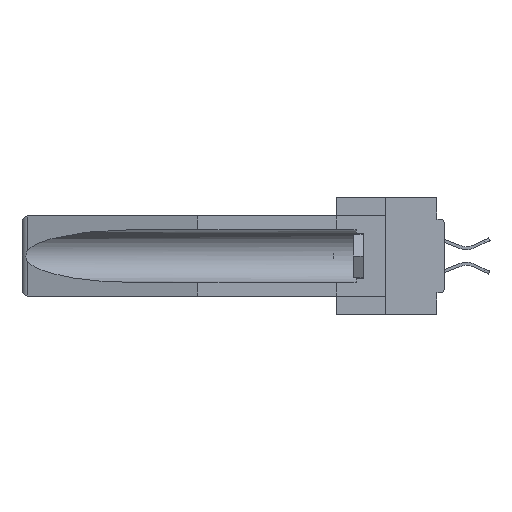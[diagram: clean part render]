
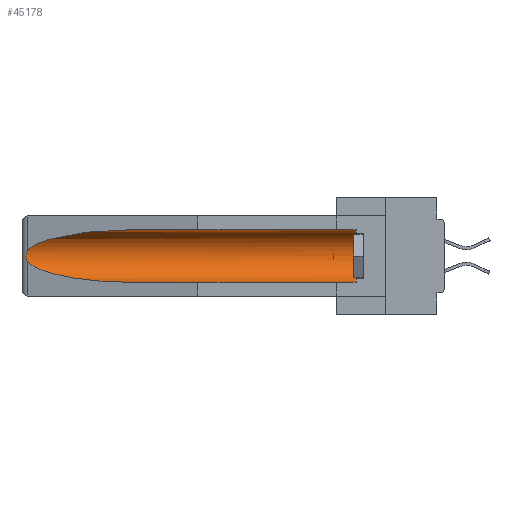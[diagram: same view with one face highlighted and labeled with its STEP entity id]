
A CAD part, left-side view. The second image highlights one B-rep face of the part: STEP entity #45178.
In plain terms, the highlighted cylindrical face has radius 2.857 mm (diameter 5.715 mm), a partial arc.
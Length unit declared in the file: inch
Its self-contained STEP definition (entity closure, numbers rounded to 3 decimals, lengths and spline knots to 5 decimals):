
#498 = CARTESIAN_POINT ( 'NONE',  ( 0.155, 1.07973, -0.284 ) ) ;
#738 = LINE ( 'NONE', #36473, #36352 ) ;
#1234 = EDGE_CURVE ( 'NONE', #13811, #37511, #19737, .T. ) ;
#1472 = CARTESIAN_POINT ( 'NONE',  ( 0.26537, 1.52718, -0.14972 ) ) ;
#1718 = CARTESIAN_POINT ( 'NONE',  ( 0.2675, 1.53308, -0.17534 ) ) ;
#2443 = CARTESIAN_POINT ( 'NONE',  ( 0.155, -0.30754, -0.284 ) ) ;
#2546 = VERTEX_POINT ( 'NONE', #27626 ) ;
#5013 = ORIENTED_EDGE ( 'NONE', *, *, #39165, .T. ) ;
#5849 = CARTESIAN_POINT ( 'NONE',  ( 0.26655, 1.53094, -0.18657 ) ) ;
#6352 = VERTEX_POINT ( 'NONE', #40376 ) ;
#7345 = VECTOR ( 'NONE', #37249, 39.37008 ) ;
#8625 = CIRCLE ( 'NONE', #33894, 0.1125 ) ;
#11279 = CARTESIAN_POINT ( 'NONE',  ( 0.26537, 1.52718, -0.14972 ) ) ;
#11597 = CARTESIAN_POINT ( 'NONE',  ( 0.21114, 1.30732, -0.059 ) ) ;
#13811 = VERTEX_POINT ( 'NONE', #21401 ) ;
#13872 = DIRECTION ( 'NONE',  ( 0., 1., 0. ) ) ;
#14600 = CYLINDRICAL_SURFACE ( 'NONE', #17461, 0.1125 ) ;
#15814 = CARTESIAN_POINT ( 'NONE',  ( 0.21114, 1.30732, -0.284 ) ) ;
#16907 = CARTESIAN_POINT ( 'NONE',  ( 0.26597, 1.5296, -0.19026 ) ) ;
#17416 = CARTESIAN_POINT ( 'NONE',  ( 0.26597, 1.52961, -0.15275 ) ) ;
#17461 = AXIS2_PLACEMENT_3D ( 'NONE', #41219, #18171, #18484 ) ;
#18171 = DIRECTION ( 'NONE',  ( 0., 1., 0. ) ) ;
#18484 = DIRECTION ( 'NONE',  ( 0., 0., 1. ) ) ;
#19737 = LINE ( 'NONE', #2443, #7345 ) ;
#20733 = CARTESIAN_POINT ( 'NONE',  ( 0.2673, 1.53269, -0.17917 ) ) ;
#20797 = EDGE_CURVE ( 'NONE', #36485, #6352, #738, .T. ) ;
#21224 = CARTESIAN_POINT ( 'NONE',  ( 0.2673, 1.5327, -0.16383 ) ) ;
#21401 = CARTESIAN_POINT ( 'NONE',  ( 0.155, 0.126, -0.284 ) ) ;
#21793 =( BOUNDED_CURVE ( )  B_SPLINE_CURVE ( 3, ( #23142, #23795, #15814, #498 ),
 .UNSPECIFIED., .F., .F. ) 
 B_SPLINE_CURVE_WITH_KNOTS ( ( 4, 4 ),
 ( 0.1948, 1.5708 ),
 .UNSPECIFIED. ) 
 CURVE ( )  GEOMETRIC_REPRESENTATION_ITEM ( )  RATIONAL_B_SPLINE_CURVE ( ( 1., 0.848, 0.848, 1. ) ) 
 REPRESENTATION_ITEM ( '' )  );
#23142 = CARTESIAN_POINT ( 'NONE',  ( 0.26537, 1.52718, -0.19328 ) ) ;
#23225 = ORIENTED_EDGE ( 'NONE', *, *, #20797, .T. ) ;
#23795 = CARTESIAN_POINT ( 'NONE',  ( 0.25451, 1.48313, -0.24835 ) ) ;
#24378 = DIRECTION ( 'NONE',  ( 0., 0., 1. ) ) ;
#24392 = CARTESIAN_POINT ( 'NONE',  ( 0.2675, 1.53308, -0.16763 ) ) ;
#25301 = ORIENTED_EDGE ( 'NONE', *, *, #25357, .T. ) ;
#25357 = EDGE_CURVE ( 'NONE', #13811, #36485, #8625, .T. ) ;
#25919 = ORIENTED_EDGE ( 'NONE', *, *, #1234, .F. ) ;
#27549 = CARTESIAN_POINT ( 'NONE',  ( 0.155, 0.126, -0.1715 ) ) ;
#27626 = CARTESIAN_POINT ( 'NONE',  ( 0.26537, 1.52718, -0.19328 ) ) ;
#27968 = CARTESIAN_POINT ( 'NONE',  ( 0.155, 0.126, -0.059 ) ) ;
#28557 = CARTESIAN_POINT ( 'NONE',  ( 0.26654, 1.53092, -0.15636 ) ) ;
#31638 = ORIENTED_EDGE ( 'NONE', *, *, #44661, .T. ) ;
#33894 = AXIS2_PLACEMENT_3D ( 'NONE', #27549, #47096, #24378 ) ;
#36352 = VECTOR ( 'NONE', #13872, 39.37008 ) ;
#36473 = CARTESIAN_POINT ( 'NONE',  ( 0.155, -0.30754, -0.059 ) ) ;
#36485 = VERTEX_POINT ( 'NONE', #27968 ) ;
#36530 = ORIENTED_EDGE ( 'NONE', *, *, #38494, .T. ) ;
#37205 = FACE_OUTER_BOUND ( 'NONE', #49084, .T. ) ;
#37249 = DIRECTION ( 'NONE',  ( 0., 1., 0. ) ) ;
#37511 = VERTEX_POINT ( 'NONE', #41535 ) ;
#38450 = CARTESIAN_POINT ( 'NONE',  ( 0.155, 1.07973, -0.059 ) ) ;
#38494 = EDGE_CURVE ( 'NONE', #43069, #2546, #48898, .T. ) ;
#38829 =( BOUNDED_CURVE ( )  B_SPLINE_CURVE ( 3, ( #38450, #11597, #42048, #11279 ),
 .UNSPECIFIED., .F., .F. ) 
 B_SPLINE_CURVE_WITH_KNOTS ( ( 4, 4 ),
 ( 4.71239, 6.08839 ),
 .UNSPECIFIED. ) 
 CURVE ( )  GEOMETRIC_REPRESENTATION_ITEM ( )  RATIONAL_B_SPLINE_CURVE ( ( 1., 0.848, 0.848, 1. ) ) 
 REPRESENTATION_ITEM ( '' )  );
#39165 = EDGE_CURVE ( 'NONE', #2546, #37511, #21793, .T. ) ;
#39689 = CARTESIAN_POINT ( 'NONE',  ( 0.26537, 1.52718, -0.14972 ) ) ;
#40026 = CARTESIAN_POINT ( 'NONE',  ( 0.26537, 1.52718, -0.19328 ) ) ;
#40376 = CARTESIAN_POINT ( 'NONE',  ( 0.155, 1.07973, -0.059 ) ) ;
#41219 = CARTESIAN_POINT ( 'NONE',  ( 0.155, -0.30754, -0.1715 ) ) ;
#41535 = CARTESIAN_POINT ( 'NONE',  ( 0.155, 1.07973, -0.284 ) ) ;
#42048 = CARTESIAN_POINT ( 'NONE',  ( 0.25451, 1.48313, -0.09465 ) ) ;
#43069 = VERTEX_POINT ( 'NONE', #1472 ) ;
#44661 = EDGE_CURVE ( 'NONE', #6352, #43069, #38829, .T. ) ;
#45178 = ADVANCED_FACE ( 'NONE', ( #37205 ), #14600, .F. ) ;
#47096 = DIRECTION ( 'NONE',  ( 0., -1., 0. ) ) ;
#48898 = B_SPLINE_CURVE_WITH_KNOTS ( 'NONE', 3,
 ( #39689, #17416, #28557, #21224, #24392, #1718, #20733, #5849, #16907, #40026 ),
 .UNSPECIFIED., .F., .F.,
 ( 4, 2, 2, 2, 4 ),
 ( 0., 0.00029, 0.00058, 0.00087, 0.00117 ),
 .UNSPECIFIED. ) ;
#49084 = EDGE_LOOP ( 'NONE', ( #31638, #36530, #5013, #25919, #25301, #23225 ) ) ;
